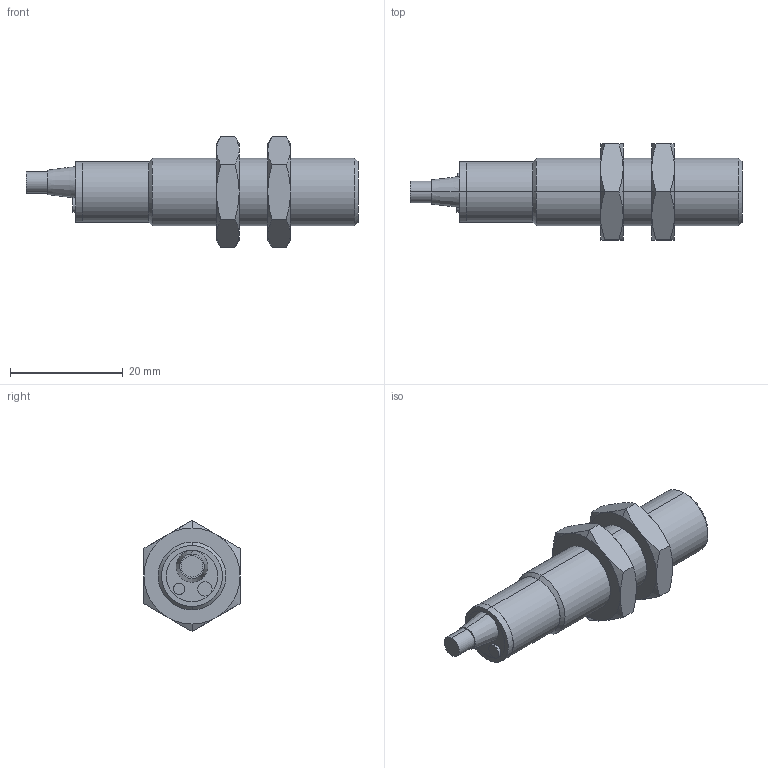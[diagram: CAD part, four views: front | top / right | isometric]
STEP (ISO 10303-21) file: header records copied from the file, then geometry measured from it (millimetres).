
FILE_DESCRIPTION(('starvars output'),'2;1');
FILE_NAME('cv20200403081129000014805.stp','08:11:29 2020/04/03',( 'Thomas Industrial Network Germany GmbH'),( 'Thomas Industrial Network Germany GmbH'),'unknown preprocess','ACIS' ,'unknown authorization');
FILE_SCHEMA(('AUTOMOTIVE_DESIGN_CC2 {UNKNOWN IMPLEMENTATION LEVEL}'));
Length unit declared in the file: millimetre
Products named in the file (1): PRODUCT_ID_1
Bounding box: 58.76 x 17 x 19.63 mm (x, y, z)
Volume: 6559.2 mm3; surface area: 2846.3 mm2
Topology: 3 solids, 3 shells, 83 faces, 168 edges, 100 vertices
Faces by surface type: cone 38, plane 27, cylinder 18
Entity records: 2372 total; most frequent: CARTESIAN_POINT 354, ORIENTED_EDGE 336, DIRECTION 176, EDGE_CURVE 168, VERTEX_POINT 100, EDGE_LOOP 92, FACE_BOUND 92, ADVANCED_FACE 83
